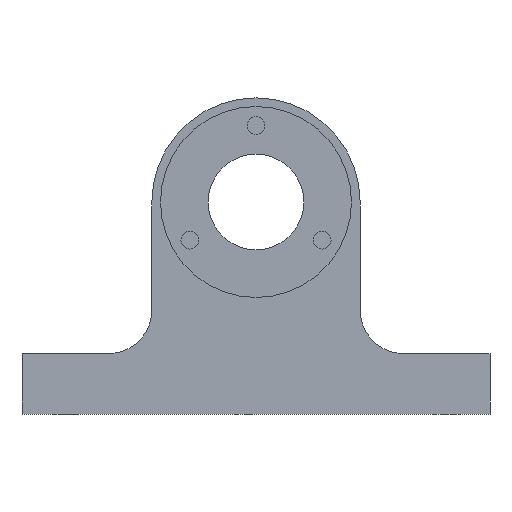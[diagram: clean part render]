
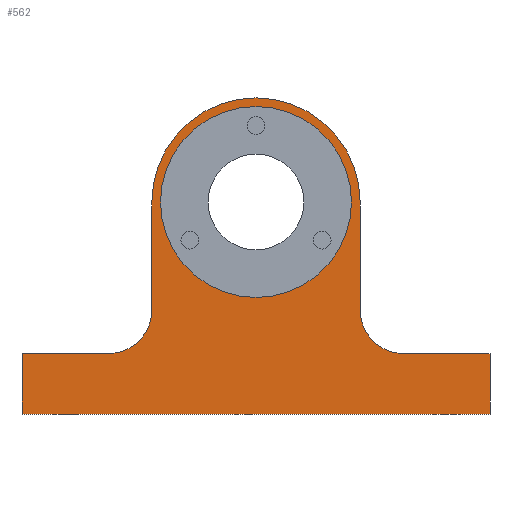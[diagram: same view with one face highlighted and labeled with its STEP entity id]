
A CAD part, front view. The second image highlights one B-rep face of the part: STEP entity #562.
In plain terms, the highlighted planar face has unit normal (0, -1, 0).
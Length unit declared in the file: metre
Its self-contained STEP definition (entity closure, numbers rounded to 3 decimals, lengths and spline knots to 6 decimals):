
#37=CIRCLE('',#623,0.02405);
#38=CIRCLE('',#625,0.02205);
#39=CIRCLE('',#626,0.01);
#40=CIRCLE('',#627,0.01);
#108=ORIENTED_EDGE('',*,*,#233,.F.);
#109=ORIENTED_EDGE('',*,*,#215,.T.);
#110=ORIENTED_EDGE('',*,*,#234,.T.);
#111=ORIENTED_EDGE('',*,*,#218,.F.);
#112=ORIENTED_EDGE('',*,*,#221,.F.);
#113=ORIENTED_EDGE('',*,*,#235,.T.);
#114=ORIENTED_EDGE('',*,*,#223,.T.);
#115=ORIENTED_EDGE('',*,*,#228,.T.);
#116=ORIENTED_EDGE('',*,*,#236,.T.);
#117=ORIENTED_EDGE('',*,*,#229,.F.);
#118=ORIENTED_EDGE('',*,*,#232,.T.);
#215=EDGE_CURVE('',#283,#282,#331,.T.);
#218=EDGE_CURVE('',#285,#286,#333,.T.);
#221=EDGE_CURVE('',#287,#285,#336,.T.);
#223=EDGE_CURVE('',#288,#289,#338,.T.);
#228=EDGE_CURVE('',#289,#291,#342,.T.);
#229=EDGE_CURVE('',#292,#293,#343,.T.);
#232=EDGE_CURVE('',#292,#283,#37,.T.);
#233=EDGE_CURVE('',#294,#294,#38,.T.);
#234=EDGE_CURVE('',#282,#286,#39,.F.);
#235=EDGE_CURVE('',#287,#288,#346,.T.);
#236=EDGE_CURVE('',#291,#293,#40,.F.);
#282=VERTEX_POINT('',#899);
#283=VERTEX_POINT('',#901);
#285=VERTEX_POINT('',#907);
#286=VERTEX_POINT('',#908);
#287=VERTEX_POINT('',#913);
#288=VERTEX_POINT('',#917);
#289=VERTEX_POINT('',#918);
#291=VERTEX_POINT('',#925);
#292=VERTEX_POINT('',#929);
#293=VERTEX_POINT('',#930);
#294=VERTEX_POINT('',#937);
#331=LINE('',#900,#367);
#333=LINE('',#906,#369);
#336=LINE('',#912,#372);
#338=LINE('',#916,#374);
#342=LINE('',#926,#378);
#343=LINE('',#928,#379);
#346=LINE('',#939,#382);
#367=VECTOR('',#709,1.);
#369=VECTOR('',#715,1.);
#372=VECTOR('',#720,1.);
#374=VECTOR('',#724,1.);
#378=VECTOR('',#732,1.);
#379=VECTOR('',#735,1.);
#382=VECTOR('',#748,1.);
#405=EDGE_LOOP('',(#108));
#406=EDGE_LOOP('',(#109,#110,#111,#112,#113,#114,#115,#116,#117,#118));
#475=FACE_BOUND('',#405,.T.);
#476=FACE_BOUND('',#406,.T.);
#538=PLANE('',#624);
#562=ADVANCED_FACE('',(#475,#476),#538,.T.);
#623=AXIS2_PLACEMENT_3D('',#934,#740,#741);
#624=AXIS2_PLACEMENT_3D('',#935,#742,#743);
#625=AXIS2_PLACEMENT_3D('',#936,#744,#745);
#626=AXIS2_PLACEMENT_3D('',#938,#746,#747);
#627=AXIS2_PLACEMENT_3D('',#940,#749,#750);
#709=DIRECTION('',(0.,0.,-1.));
#715=DIRECTION('',(1.,0.,0.));
#720=DIRECTION('',(0.,0.,1.));
#724=DIRECTION('',(0.,0.,1.));
#732=DIRECTION('',(-1.,0.,0.));
#735=DIRECTION('',(0.,0.,-1.));
#740=DIRECTION('',(0.,-1.,0.));
#741=DIRECTION('',(0.,0.,-1.));
#742=DIRECTION('',(0.,-1.,0.));
#743=DIRECTION('',(1.,0.,0.));
#744=DIRECTION('',(0.,-1.,0.));
#745=DIRECTION('',(0.,0.,-1.));
#746=DIRECTION('',(0.,-1.,0.));
#747=DIRECTION('',(0.,0.,-1.));
#748=DIRECTION('',(1.,0.,0.));
#749=DIRECTION('',(0.,-1.,0.));
#750=DIRECTION('',(0.,0.,-1.));
#899=CARTESIAN_POINT('',(-0.02405,0.,-0.025));
#900=CARTESIAN_POINT('',(-0.02405,0.,-0.0175));
#901=CARTESIAN_POINT('',(-0.02405,0.,0.));
#906=CARTESIAN_POINT('',(-0.03905,0.,-0.035));
#907=CARTESIAN_POINT('',(-0.05405,0.,-0.035));
#908=CARTESIAN_POINT('',(-0.03405,0.,-0.035));
#912=CARTESIAN_POINT('',(-0.05405,0.,-0.0375));
#913=CARTESIAN_POINT('',(-0.05405,0.,-0.049));
#916=CARTESIAN_POINT('',(0.05405,0.,-0.0375));
#917=CARTESIAN_POINT('',(0.05405,0.,-0.049));
#918=CARTESIAN_POINT('',(0.05405,0.,-0.035));
#925=CARTESIAN_POINT('',(0.03405,0.,-0.035));
#926=CARTESIAN_POINT('',(0.03905,0.,-0.035));
#928=CARTESIAN_POINT('',(0.02405,0.,-0.0175));
#929=CARTESIAN_POINT('',(0.02405,0.,0.));
#930=CARTESIAN_POINT('',(0.02405,0.,-0.025));
#934=CARTESIAN_POINT('',(0.,0.,0.));
#935=CARTESIAN_POINT('',(-0.002635,0.,-0.007975));
#936=CARTESIAN_POINT('',(0.,0.,0.));
#937=CARTESIAN_POINT('',(0.,0.,-0.02205));
#938=CARTESIAN_POINT('',(-0.03405,0.,-0.025));
#939=CARTESIAN_POINT('',(0.,0.,-0.049));
#940=CARTESIAN_POINT('',(0.03405,0.,-0.025));
